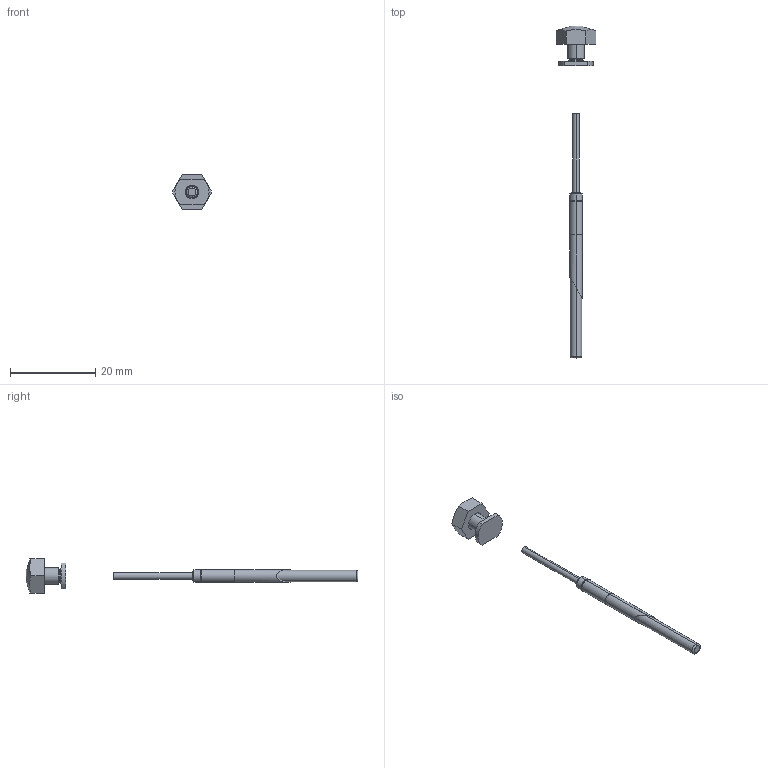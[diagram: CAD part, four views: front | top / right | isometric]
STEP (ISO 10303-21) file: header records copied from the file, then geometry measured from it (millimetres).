
FILE_DESCRIPTION (( 'STEP AP214' ), '1' );
FILE_NAME ('41899~3.STEP', '2019-02-27T15:11:49', ( '' ), ( '' ), 'SwSTEP 2.0', 'SolidWorks 2018', '' );
FILE_SCHEMA (( 'AUTOMOTIVE_DESIGN' ));
Length unit declared in the file: millimetre
Products named in the file (5): 53731~0; 41899~3; KS-113-Master~-k-s_KS-113 23; 3917~3_M 3 A; GKS-114-0015~-g-k-s_S
Assembly tree (4 placements, depth 2):
  41899~3
    KS-113-Master~-k-s_KS-113 23
    GKS-114-0015~-g-k-s_S
    53731~0
    3917~3_M 3 A
Bounding box: 9.24 x 78.1 x 8 mm (x, y, z)
Volume: 698.1 mm3; surface area: 1093.7 mm2
Topology: 6 solids, 6 shells, 71 faces, 144 edges, 89 vertices
Faces by surface type: cylinder 26, plane 23, cone 10, torus 8, sphere 4
Entity records: 2288 total; most frequent: DIRECTION 378, CARTESIAN_POINT 341, ORIENTED_EDGE 288, AXIS2_PLACEMENT_3D 162, EDGE_CURVE 144, VERTEX_POINT 89, CIRCLE 84, EDGE_LOOP 79
